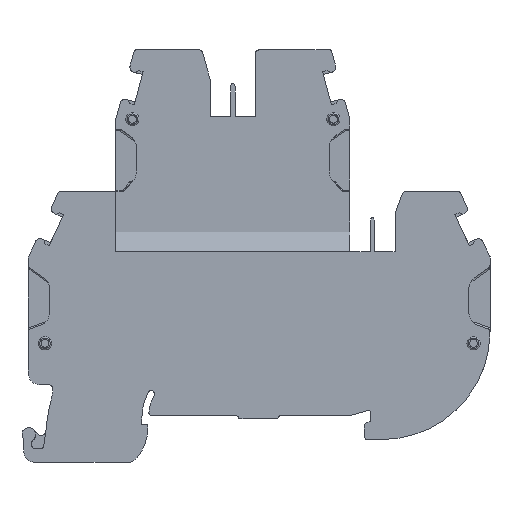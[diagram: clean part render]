
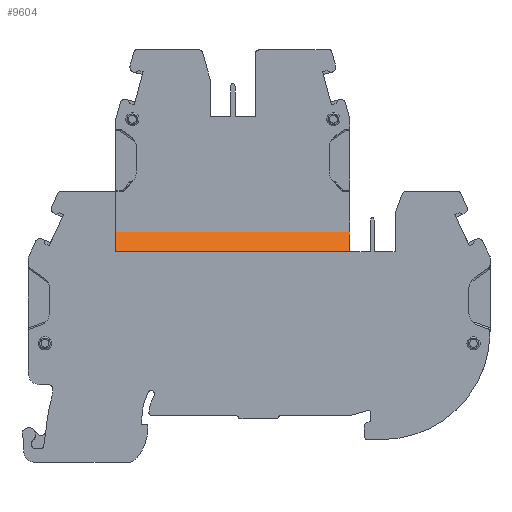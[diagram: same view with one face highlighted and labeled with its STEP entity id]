
A CAD part, front view. The second image highlights one B-rep face of the part: STEP entity #9604.
In plain terms, the highlighted planar face has unit normal (0, -0.768, 0.64).
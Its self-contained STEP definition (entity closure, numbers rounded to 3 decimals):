
#1716=ORIENTED_EDGE('',*,*,#3313,.F.);
#1717=ORIENTED_EDGE('',*,*,#3314,.T.);
#1718=ORIENTED_EDGE('',*,*,#3272,.F.);
#1719=ORIENTED_EDGE('',*,*,#3315,.F.);
#1720=ORIENTED_EDGE('',*,*,#2795,.F.);
#2795=EDGE_CURVE('',#3798,#3799,#4394,.F.);
#3272=EDGE_CURVE('',#4112,#4114,#4669,.T.);
#3313=EDGE_CURVE('',#4135,#3798,#4704,.T.);
#3314=EDGE_CURVE('',#4135,#4114,#4705,.T.);
#3315=EDGE_CURVE('',#3799,#4112,#4706,.T.);
#3798=VERTEX_POINT('',#12932);
#3799=VERTEX_POINT('',#12934);
#4112=VERTEX_POINT('',#14135);
#4114=VERTEX_POINT('',#14138);
#4135=VERTEX_POINT('',#14219);
#4394=LINE('',#12933,#5013);
#4669=LINE('',#14137,#5288);
#4704=LINE('',#14218,#5323);
#4705=LINE('',#14220,#5324);
#4706=LINE('',#14221,#5325);
#5013=VECTOR('',#10804,1000.);
#5288=VECTOR('',#11745,1000.);
#5323=VECTOR('',#11830,1000.);
#5324=VECTOR('',#11831,1000.);
#5325=VECTOR('',#11832,1000.);
#5786=EDGE_LOOP('',(#1716,#1717,#1718,#1719,#1720));
#6230=FACE_BOUND('',#5786,.T.);
#6521=PLANE('',#10244);
#9604=ADVANCED_FACE('',(#6230),#6521,.T.);
#10244=AXIS2_PLACEMENT_3D('',#14217,#11828,#11829);
#10804=DIRECTION('',(-1.,0.,0.));
#11745=DIRECTION('',(0.,-0.64,-0.768));
#11828=DIRECTION('',(0.,-0.768,0.64));
#11829=DIRECTION('',(0.,-0.64,-0.768));
#11830=DIRECTION('',(0.,0.64,0.768));
#11831=DIRECTION('',(1.,0.,0.));
#11832=DIRECTION('',(0.,-0.64,-0.768));
#12932=CARTESIAN_POINT('',(-44.745,-0.5,7.476));
#12933=CARTESIAN_POINT('',(-44.745,-0.5,7.476));
#12934=CARTESIAN_POINT('',(-9.245,-0.5,7.476));
#14135=CARTESIAN_POINT('',(-9.245,-2.98,4.5));
#14137=CARTESIAN_POINT('',(-9.245,-1.464,6.32));
#14138=CARTESIAN_POINT('',(-9.245,-3.,4.476));
#14217=CARTESIAN_POINT('',(-44.745,-1.464,6.32));
#14218=CARTESIAN_POINT('',(-44.745,-1.464,6.32));
#14219=CARTESIAN_POINT('',(-44.745,-3.,4.476));
#14220=CARTESIAN_POINT('',(0.,-3.,4.476));
#14221=CARTESIAN_POINT('',(-9.245,-1.464,6.32));
